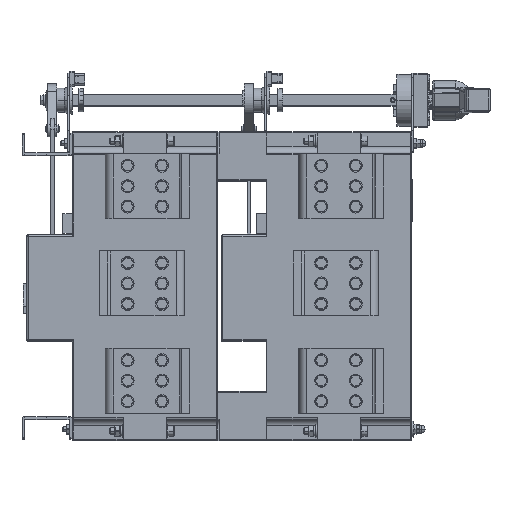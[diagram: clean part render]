
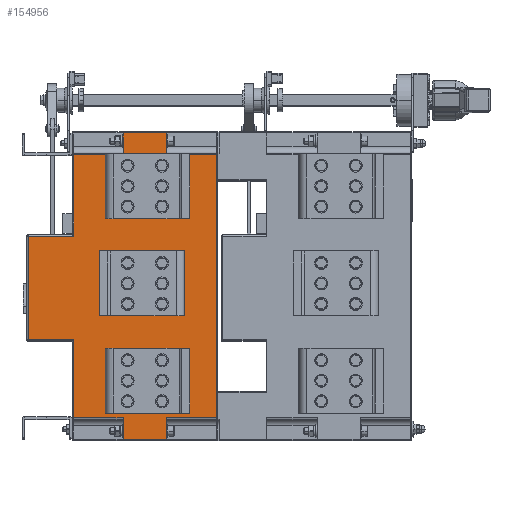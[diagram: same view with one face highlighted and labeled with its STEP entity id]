
A CAD part, top view. The second image highlights one B-rep face of the part: STEP entity #154956.
In plain terms, the highlighted planar face has unit normal (0, 0, 1).
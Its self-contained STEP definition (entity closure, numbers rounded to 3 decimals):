
#2382 = ORIENTED_EDGE ( 'NONE', *, *, #116530, .T. ) ;
#3578 = DIRECTION ( 'NONE',  ( -1., 0., 0. ) ) ;
#3848 = CARTESIAN_POINT ( 'NONE',  ( -117., 0., 100. ) ) ;
#3952 = FACE_OUTER_BOUND ( 'NONE', #121904, .T. ) ;
#5029 = VECTOR ( 'NONE', #41003, 1000. ) ;
#6290 = DIRECTION ( 'NONE',  ( -1., 0., 0. ) ) ;
#6592 = CARTESIAN_POINT ( 'NONE',  ( 0., 27.5, 100. ) ) ;
#8130 = VERTEX_POINT ( 'NONE', #60788 ) ;
#9467 = VERTEX_POINT ( 'NONE', #57538 ) ;
#12906 = CARTESIAN_POINT ( 'NONE',  ( -177.5, 377., 100. ) ) ;
#13174 = LINE ( 'NONE', #37415, #61149 ) ;
#16167 = LINE ( 'NONE', #149196, #40854 ) ;
#16997 = EDGE_CURVE ( 'NONE', #97475, #91748, #16167, .T. ) ;
#17121 = LINE ( 'NONE', #163071, #141789 ) ;
#17495 = ORIENTED_EDGE ( 'NONE', *, *, #25140, .T. ) ;
#20260 = VERTEX_POINT ( 'NONE', #153703 ) ;
#23282 = VECTOR ( 'NONE', #121513, 1000. ) ;
#23649 = LINE ( 'NONE', #103071, #124208 ) ;
#25140 = EDGE_CURVE ( 'NONE', #8130, #138073, #17121, .T. ) ;
#27900 = LINE ( 'NONE', #69312, #100611 ) ;
#29401 = VERTEX_POINT ( 'NONE', #140874 ) ;
#30766 = DIRECTION ( 'NONE',  ( -1., 0., 0. ) ) ;
#31372 = VERTEX_POINT ( 'NONE', #163000 ) ;
#32782 = CARTESIAN_POINT ( 'NONE',  ( -177.5, 349.5, 100. ) ) ;
#33303 = VECTOR ( 'NONE', #33771, 1000. ) ;
#33771 = DIRECTION ( 'NONE',  ( 1., 0., 0. ) ) ;
#34647 = VERTEX_POINT ( 'NONE', #99649 ) ;
#36211 = ORIENTED_EDGE ( 'NONE', *, *, #101369, .T. ) ;
#37415 = CARTESIAN_POINT ( 'NONE',  ( -117., 375.5, 100. ) ) ;
#39216 = VECTOR ( 'NONE', #114873, 1000. ) ;
#40804 = CARTESIAN_POINT ( 'NONE',  ( -2.5, 349.5, 100. ) ) ;
#40854 = VECTOR ( 'NONE', #147477, 1000. ) ;
#41003 = DIRECTION ( 'NONE',  ( 0., -1., 0. ) ) ;
#41919 = ORIENTED_EDGE ( 'NONE', *, *, #119719, .T. ) ;
#43299 = LINE ( 'NONE', #69221, #166092 ) ;
#46699 = LINE ( 'NONE', #122768, #33303 ) ;
#47003 = DIRECTION ( 'NONE',  ( 0., -1., 0. ) ) ;
#47180 = DIRECTION ( 'NONE',  ( 1., 0., 0. ) ) ;
#50608 = CARTESIAN_POINT ( 'NONE',  ( -117., 349.5, 100. ) ) ;
#54486 = LINE ( 'NONE', #104623, #161102 ) ;
#57538 = CARTESIAN_POINT ( 'NONE',  ( -177.5, 27.5, 100. ) ) ;
#58440 = CARTESIAN_POINT ( 'NONE',  ( -233., 121.5, 100. ) ) ;
#59569 = VERTEX_POINT ( 'NONE', #50608 ) ;
#59979 = EDGE_CURVE ( 'NONE', #9467, #67821, #46699, .T. ) ;
#60618 = EDGE_CURVE ( 'NONE', #92187, #31372, #140453, .T. ) ;
#60788 = CARTESIAN_POINT ( 'NONE',  ( -117., 1.5, 100. ) ) ;
#61082 = EDGE_CURVE ( 'NONE', #142655, #34647, #13174, .T. ) ;
#61149 = VECTOR ( 'NONE', #90074, 1000. ) ;
#61577 = DIRECTION ( 'NONE',  ( 0., -1., 0. ) ) ;
#63556 = ORIENTED_EDGE ( 'NONE', *, *, #167662, .T. ) ;
#64693 = ORIENTED_EDGE ( 'NONE', *, *, #61082, .T. ) ;
#64745 = LINE ( 'NONE', #12906, #39216 ) ;
#65702 = EDGE_CURVE ( 'NONE', #142655, #91748, #27900, .T. ) ;
#66579 = VECTOR ( 'NONE', #157490, 1000. ) ;
#67642 = LINE ( 'NONE', #79743, #66579 ) ;
#67821 = VERTEX_POINT ( 'NONE', #168510 ) ;
#69221 = CARTESIAN_POINT ( 'NONE',  ( 0., 249.5, 100. ) ) ;
#69312 = CARTESIAN_POINT ( 'NONE',  ( -64., 377., 100. ) ) ;
#70457 = CARTESIAN_POINT ( 'NONE',  ( 0., 377., 100. ) ) ;
#71468 = ORIENTED_EDGE ( 'NONE', *, *, #156790, .T. ) ;
#72285 = VECTOR ( 'NONE', #6290, 1000. ) ;
#73967 = ORIENTED_EDGE ( 'NONE', *, *, #158965, .T. ) ;
#74474 = LINE ( 'NONE', #138449, #72285 ) ;
#76080 = VERTEX_POINT ( 'NONE', #157315 ) ;
#79743 = CARTESIAN_POINT ( 'NONE',  ( -177.5, 377., 100. ) ) ;
#83408 = AXIS2_PLACEMENT_3D ( 'NONE', #70457, #149064, #30766 ) ;
#83648 = ORIENTED_EDGE ( 'NONE', *, *, #113396, .F. ) ;
#86754 = CARTESIAN_POINT ( 'NONE',  ( -64., 349.5, 100. ) ) ;
#89201 = LINE ( 'NONE', #140187, #118917 ) ;
#90074 = DIRECTION ( 'NONE',  ( -1., 0., 0. ) ) ;
#90459 = CARTESIAN_POINT ( 'NONE',  ( -64., 1.5, 100. ) ) ;
#91748 = VERTEX_POINT ( 'NONE', #86754 ) ;
#92187 = VERTEX_POINT ( 'NONE', #140932 ) ;
#92651 = DIRECTION ( 'NONE',  ( 0., -1., 0. ) ) ;
#93794 = ORIENTED_EDGE ( 'NONE', *, *, #60618, .T. ) ;
#97475 = VERTEX_POINT ( 'NONE', #40804 ) ;
#98365 = EDGE_CURVE ( 'NONE', #97475, #31372, #23649, .T. ) ;
#99649 = CARTESIAN_POINT ( 'NONE',  ( -117., 375.5, 100. ) ) ;
#100371 = ORIENTED_EDGE ( 'NONE', *, *, #16997, .T. ) ;
#100611 = VECTOR ( 'NONE', #92651, 1000. ) ;
#101369 = EDGE_CURVE ( 'NONE', #20260, #9467, #67642, .T. ) ;
#103071 = CARTESIAN_POINT ( 'NONE',  ( -2.5, 377., 100. ) ) ;
#104623 = CARTESIAN_POINT ( 'NONE',  ( -117., 377., 100. ) ) ;
#105467 = CARTESIAN_POINT ( 'NONE',  ( -64., 375.5, 100. ) ) ;
#106635 = LINE ( 'NONE', #3848, #5029 ) ;
#107611 = PLANE ( 'NONE',  #83408 ) ;
#113396 = EDGE_CURVE ( 'NONE', #92187, #138073, #89201, .T. ) ;
#114873 = DIRECTION ( 'NONE',  ( 0., -1., 0. ) ) ;
#116142 = VERTEX_POINT ( 'NONE', #32782 ) ;
#116530 = EDGE_CURVE ( 'NONE', #34647, #59569, #54486, .T. ) ;
#117545 = ORIENTED_EDGE ( 'NONE', *, *, #156983, .T. ) ;
#118917 = VECTOR ( 'NONE', #61577, 1000. ) ;
#119014 = ORIENTED_EDGE ( 'NONE', *, *, #167787, .T. ) ;
#119347 = CARTESIAN_POINT ( 'NONE',  ( -177.5, 249.5, 100. ) ) ;
#119719 = EDGE_CURVE ( 'NONE', #76080, #29401, #137901, .T. ) ;
#121513 = DIRECTION ( 'NONE',  ( 0., -1., 0. ) ) ;
#121904 = EDGE_LOOP ( 'NONE', ( #63556, #17495, #83648, #93794, #136478, #100371, #153090, #64693, #2382, #73967, #117545, #71468, #41919, #119014, #36211, #152104 ) ) ;
#122768 = CARTESIAN_POINT ( 'NONE',  ( 0., 27.5, 100. ) ) ;
#124195 = DIRECTION ( 'NONE',  ( 1., 0., 0. ) ) ;
#124208 = VECTOR ( 'NONE', #47003, 1000. ) ;
#136478 = ORIENTED_EDGE ( 'NONE', *, *, #98365, .F. ) ;
#137607 = VECTOR ( 'NONE', #166997, 1000. ) ;
#137901 = LINE ( 'NONE', #58440, #23282 ) ;
#138073 = VERTEX_POINT ( 'NONE', #90459 ) ;
#138449 = CARTESIAN_POINT ( 'NONE',  ( 0., 349.5, 100. ) ) ;
#140187 = CARTESIAN_POINT ( 'NONE',  ( -64., 0., 100. ) ) ;
#140453 = LINE ( 'NONE', #6592, #152030 ) ;
#140874 = CARTESIAN_POINT ( 'NONE',  ( -233., 123., 100. ) ) ;
#140932 = CARTESIAN_POINT ( 'NONE',  ( -64., 27.5, 100. ) ) ;
#141789 = VECTOR ( 'NONE', #124195, 1000. ) ;
#142655 = VERTEX_POINT ( 'NONE', #105467 ) ;
#146934 = DIRECTION ( 'NONE',  ( 0., -1., 0. ) ) ;
#147477 = DIRECTION ( 'NONE',  ( -1., 0., 0. ) ) ;
#149064 = DIRECTION ( 'NONE',  ( 0., 0., -1. ) ) ;
#149196 = CARTESIAN_POINT ( 'NONE',  ( 0., 349.5, 100. ) ) ;
#152030 = VECTOR ( 'NONE', #47180, 1000. ) ;
#152104 = ORIENTED_EDGE ( 'NONE', *, *, #59979, .T. ) ;
#153090 = ORIENTED_EDGE ( 'NONE', *, *, #65702, .F. ) ;
#153703 = CARTESIAN_POINT ( 'NONE',  ( -177.5, 123., 100. ) ) ;
#154956 = ADVANCED_FACE ( 'NONE', ( #3952 ), #107611, .F. ) ;
#156790 = EDGE_CURVE ( 'NONE', #161546, #76080, #43299, .T. ) ;
#156983 = EDGE_CURVE ( 'NONE', #116142, #161546, #64745, .T. ) ;
#157315 = CARTESIAN_POINT ( 'NONE',  ( -233., 249.5, 100. ) ) ;
#157490 = DIRECTION ( 'NONE',  ( 0., -1., 0. ) ) ;
#158965 = EDGE_CURVE ( 'NONE', #59569, #116142, #74474, .T. ) ;
#161102 = VECTOR ( 'NONE', #146934, 1000. ) ;
#161546 = VERTEX_POINT ( 'NONE', #119347 ) ;
#163000 = CARTESIAN_POINT ( 'NONE',  ( -2.5, 27.5, 100. ) ) ;
#163071 = CARTESIAN_POINT ( 'NONE',  ( 0., 1.5, 100. ) ) ;
#163618 = CARTESIAN_POINT ( 'NONE',  ( 0., 123., 100. ) ) ;
#164438 = LINE ( 'NONE', #163618, #137607 ) ;
#166092 = VECTOR ( 'NONE', #3578, 1000. ) ;
#166997 = DIRECTION ( 'NONE',  ( 1., 0., 0. ) ) ;
#167662 = EDGE_CURVE ( 'NONE', #67821, #8130, #106635, .T. ) ;
#167787 = EDGE_CURVE ( 'NONE', #29401, #20260, #164438, .T. ) ;
#168510 = CARTESIAN_POINT ( 'NONE',  ( -117., 27.5, 100. ) ) ;
